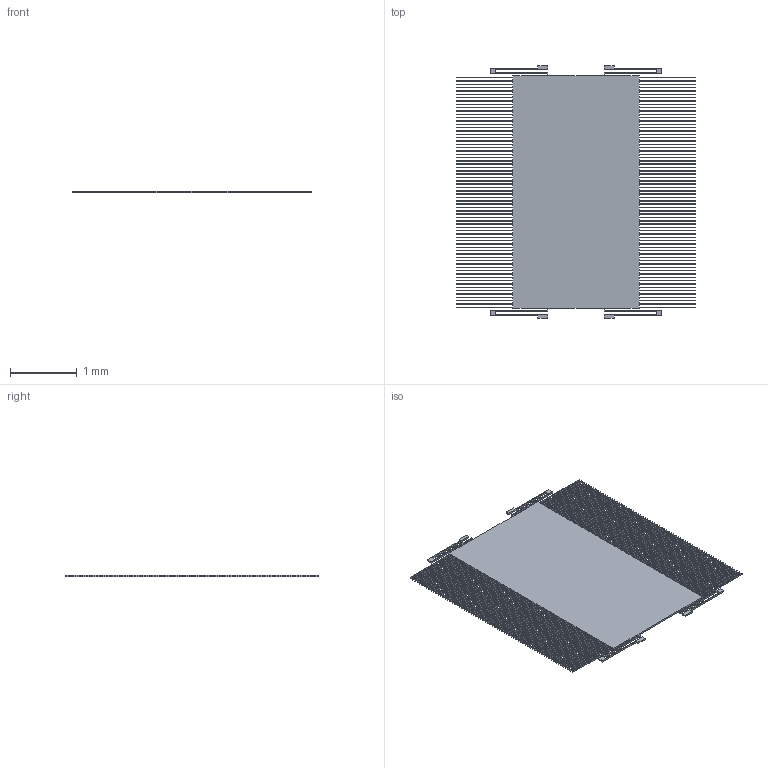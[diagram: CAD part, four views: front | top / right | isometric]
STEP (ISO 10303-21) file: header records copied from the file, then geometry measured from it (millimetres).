
FILE_DESCRIPTION(/* description */ (''),/* implementation_level */ '2;1');
FILE_NAME(/* name */ 'FEA_Model.step',/* time_stamp */ '2023-12-07T19:42:21-08:00',/* author */ (''),/* organization */ (''),/* preprocessor_version */ 'ST-DEVELOPER v20',/* originating_system */ 'Autodesk Translation Framework v12.14.0.127',/* authorisation */ '');
FILE_SCHEMA (('AUTOMOTIVE_DESIGN { 1 0 10303 214 3 1 1 }'));
Length unit declared in the file: millimetre
Products named in the file (1): Single_Axis_MEMS_Accelerometer_fea
Bounding box: 3.6 x 3.8 x 0.03 mm (x, y, z)
Volume: 0.2 mm3; surface area: 21.8 mm2
Topology: 1 solids, 1 shells, 614 faces, 1836 edges, 1224 vertices
Faces by surface type: plane 614
Entity records: 20253 total; most frequent: CARTESIAN_POINT 3675, ORIENTED_EDGE 3672, DIRECTION 3066, LINE 1836, VECTOR 1836, EDGE_CURVE 1836, VERTEX_POINT 1224, AXIS2_PLACEMENT_3D 615
